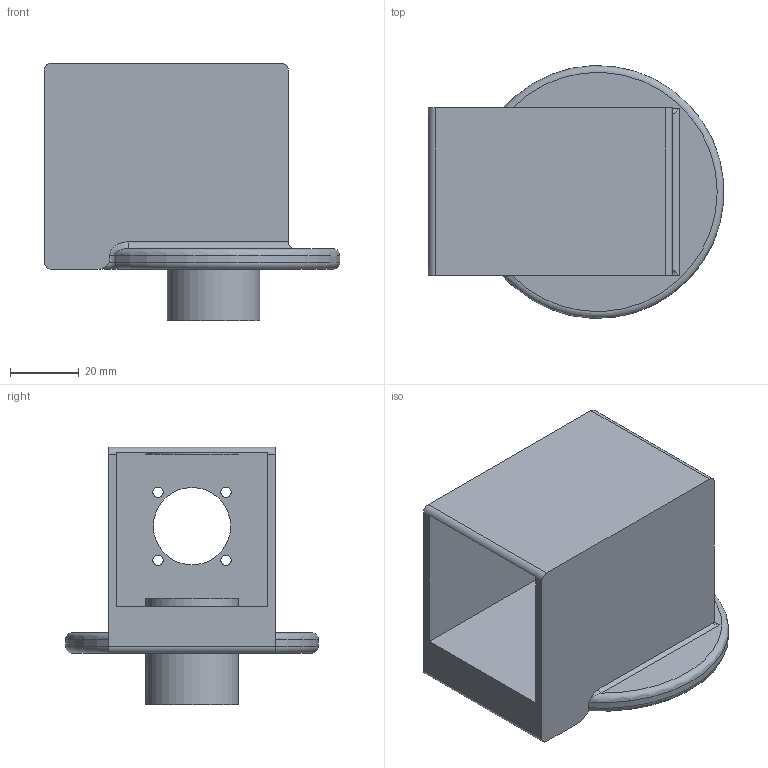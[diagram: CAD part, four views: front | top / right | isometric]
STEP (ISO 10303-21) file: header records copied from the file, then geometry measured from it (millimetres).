
FILE_DESCRIPTION(/* description */ ('STEP AP242','CAx-IF Rec.Pracs.---Representation and Presentation of Product Manufacturing Information (PMI)---4.0---2014-10-13','CAx-IF Rec.Pracs.---3D Tessellated Geometry---0.4---2014-09-14','2;1'),/* implementation_level */ '2;1');
FILE_NAME(/* name */ '687edcfb8864aa6dad1b7760',/* time_stamp */ '2025-07-22T00:36:12Z',/* author */ (''),/* organization */ (''),/* preprocessor_version */ 'ST-DEVELOPER v20',/* originating_system */ 'ONSHAPE BY PTC INC, 1.201',/* authorisation */ ' ');
FILE_SCHEMA (('AP242_MANAGED_MODEL_BASED_3D_ENGINEERING_MIM_LF { 1 0 10303 442 1 1 4 }'));
Length unit declared in the file: metre
Products named in the file (1): Wrist Pitch mount
Bounding box: 85.93 x 73.59 x 75 mm (x, y, z)
Volume: 88943.5 mm3; surface area: 38202.5 mm2
Topology: 1 solids, 1 shells, 57 faces, 137 edges, 87 vertices
Faces by surface type: plane 27, cylinder 20, bspline 6, torus 4
Full cylindrical faces by diameter (mm): 3 x4, 3.3 x2, 22.5 x1, 27 x3
Entity records: 1747 total; most frequent: CARTESIAN_POINT 416, DIRECTION 264, ORIENTED_EDGE 252, EDGE_CURVE 126, AXIS2_PLACEMENT_3D 97, VERTEX_POINT 86, EDGE_LOOP 86, FACE_BOUND 86
